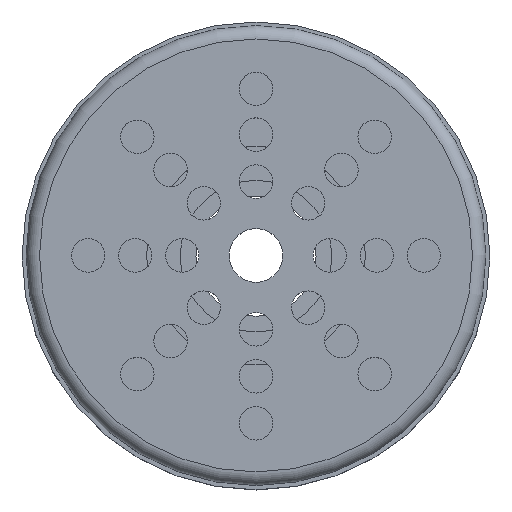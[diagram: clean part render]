
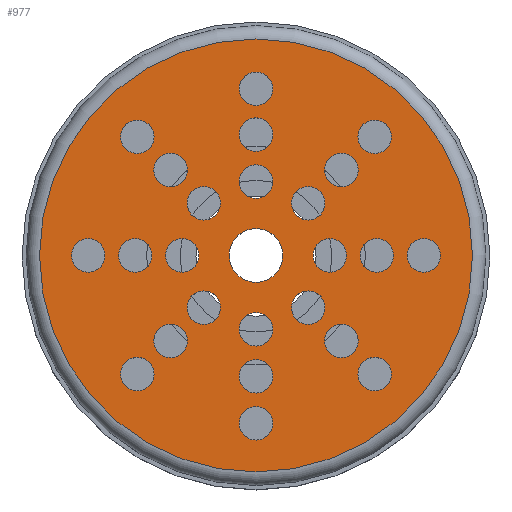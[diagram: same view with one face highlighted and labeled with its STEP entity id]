
A CAD part, top view. The second image highlights one B-rep face of the part: STEP entity #977.
In plain terms, the highlighted face is planar.
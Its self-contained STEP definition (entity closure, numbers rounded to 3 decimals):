
#162=CARTESIAN_POINT('',(-4.0,0.,0.0));
#163=VERTEX_POINT('',#162);
#164=CARTESIAN_POINT('',(0.0,0.0,0.0));
#165=DIRECTION('',(0.0,0.0,1.0));
#166=DIRECTION('',(1.0,0.0,0.0));
#167=AXIS2_PLACEMENT_3D('',#164,#165,#166);
#168=CIRCLE('',#167,4.0);
#169=EDGE_CURVE('',#163,#163,#168,.T.);
#190=CARTESIAN_POINT('',(15.178,17.678,0.0));
#191=VERTEX_POINT('',#190);
#192=CARTESIAN_POINT('',(17.678,17.678,0.0));
#193=DIRECTION('',(0.0,0.0,1.0));
#194=DIRECTION('',(1.0,0.0,0.0));
#195=AXIS2_PLACEMENT_3D('',#192,#193,#194);
#196=CIRCLE('',#195,2.5);
#197=EDGE_CURVE('',#191,#191,#196,.T.);
#218=CARTESIAN_POINT('',(10.228,12.728,0.0));
#219=VERTEX_POINT('',#218);
#220=CARTESIAN_POINT('',(12.728,12.728,0.0));
#221=DIRECTION('',(0.0,0.0,1.0));
#222=DIRECTION('',(1.0,0.0,0.0));
#223=AXIS2_PLACEMENT_3D('',#220,#221,#222);
#224=CIRCLE('',#223,2.5);
#225=EDGE_CURVE('',#219,#219,#224,.T.);
#246=CARTESIAN_POINT('',(5.278,7.778,0.0));
#247=VERTEX_POINT('',#246);
#248=CARTESIAN_POINT('',(7.778,7.778,0.0));
#249=DIRECTION('',(0.0,0.0,1.0));
#250=DIRECTION('',(1.0,0.0,0.0));
#251=AXIS2_PLACEMENT_3D('',#248,#249,#250);
#252=CIRCLE('',#251,2.5);
#253=EDGE_CURVE('',#247,#247,#252,.T.);
#274=CARTESIAN_POINT('',(22.5,0.,0.0));
#275=VERTEX_POINT('',#274);
#276=CARTESIAN_POINT('',(25.,0.0,0.0));
#277=DIRECTION('',(0.0,0.0,1.0));
#278=DIRECTION('',(1.0,0.0,0.0));
#279=AXIS2_PLACEMENT_3D('',#276,#277,#278);
#280=CIRCLE('',#279,2.5);
#281=EDGE_CURVE('',#275,#275,#280,.T.);
#302=CARTESIAN_POINT('',(15.5,0.,0.0));
#303=VERTEX_POINT('',#302);
#304=CARTESIAN_POINT('',(18.,0.0,0.0));
#305=DIRECTION('',(0.0,0.0,1.0));
#306=DIRECTION('',(1.0,0.0,0.0));
#307=AXIS2_PLACEMENT_3D('',#304,#305,#306);
#308=CIRCLE('',#307,2.5);
#309=EDGE_CURVE('',#303,#303,#308,.T.);
#330=CARTESIAN_POINT('',(8.5,0.,0.0));
#331=VERTEX_POINT('',#330);
#332=CARTESIAN_POINT('',(11.0,0.0,0.0));
#333=DIRECTION('',(0.0,0.0,1.0));
#334=DIRECTION('',(1.0,0.0,0.0));
#335=AXIS2_PLACEMENT_3D('',#332,#333,#334);
#336=CIRCLE('',#335,2.5);
#337=EDGE_CURVE('',#331,#331,#336,.T.);
#358=CARTESIAN_POINT('',(15.178,-17.678,0.0));
#359=VERTEX_POINT('',#358);
#360=CARTESIAN_POINT('',(17.678,-17.678,0.0));
#361=DIRECTION('',(0.0,0.0,1.0));
#362=DIRECTION('',(1.0,0.0,0.0));
#363=AXIS2_PLACEMENT_3D('',#360,#361,#362);
#364=CIRCLE('',#363,2.5);
#365=EDGE_CURVE('',#359,#359,#364,.T.);
#386=CARTESIAN_POINT('',(10.228,-12.728,0.0));
#387=VERTEX_POINT('',#386);
#388=CARTESIAN_POINT('',(12.728,-12.728,0.0));
#389=DIRECTION('',(0.0,0.0,1.0));
#390=DIRECTION('',(1.0,0.0,0.0));
#391=AXIS2_PLACEMENT_3D('',#388,#389,#390);
#392=CIRCLE('',#391,2.5);
#393=EDGE_CURVE('',#387,#387,#392,.T.);
#414=CARTESIAN_POINT('',(5.278,-7.778,0.0));
#415=VERTEX_POINT('',#414);
#416=CARTESIAN_POINT('',(7.778,-7.778,0.0));
#417=DIRECTION('',(0.0,0.0,1.0));
#418=DIRECTION('',(1.0,0.0,0.0));
#419=AXIS2_PLACEMENT_3D('',#416,#417,#418);
#420=CIRCLE('',#419,2.5);
#421=EDGE_CURVE('',#415,#415,#420,.T.);
#442=CARTESIAN_POINT('',(-2.5,-24.826,0.0));
#443=VERTEX_POINT('',#442);
#444=CARTESIAN_POINT('',(0.0,-24.826,0.0));
#445=DIRECTION('',(0.0,0.0,1.0));
#446=DIRECTION('',(1.0,0.0,0.0));
#447=AXIS2_PLACEMENT_3D('',#444,#445,#446);
#448=CIRCLE('',#447,2.5);
#449=EDGE_CURVE('',#443,#443,#448,.T.);
#470=CARTESIAN_POINT('',(-2.5,-18.,0.0));
#471=VERTEX_POINT('',#470);
#472=CARTESIAN_POINT('',(0.0,-18.,0.0));
#473=DIRECTION('',(0.0,0.0,1.0));
#474=DIRECTION('',(1.0,0.0,0.0));
#475=AXIS2_PLACEMENT_3D('',#472,#473,#474);
#476=CIRCLE('',#475,2.5);
#477=EDGE_CURVE('',#471,#471,#476,.T.);
#498=CARTESIAN_POINT('',(-2.5,-11.0,0.0));
#499=VERTEX_POINT('',#498);
#500=CARTESIAN_POINT('',(0.0,-11.0,0.0));
#501=DIRECTION('',(0.0,0.0,1.0));
#502=DIRECTION('',(1.0,0.0,0.0));
#503=AXIS2_PLACEMENT_3D('',#500,#501,#502);
#504=CIRCLE('',#503,2.5);
#505=EDGE_CURVE('',#499,#499,#504,.T.);
#526=CARTESIAN_POINT('',(-10.278,-7.778,0.0));
#527=VERTEX_POINT('',#526);
#528=CARTESIAN_POINT('',(-7.778,-7.778,0.0));
#529=DIRECTION('',(0.0,0.0,1.0));
#530=DIRECTION('',(1.0,0.0,0.0));
#531=AXIS2_PLACEMENT_3D('',#528,#529,#530);
#532=CIRCLE('',#531,2.5);
#533=EDGE_CURVE('',#527,#527,#532,.T.);
#554=CARTESIAN_POINT('',(-15.228,-12.728,0.0));
#555=VERTEX_POINT('',#554);
#556=CARTESIAN_POINT('',(-12.728,-12.728,0.0));
#557=DIRECTION('',(0.0,0.0,1.0));
#558=DIRECTION('',(1.0,0.0,0.0));
#559=AXIS2_PLACEMENT_3D('',#556,#557,#558);
#560=CIRCLE('',#559,2.5);
#561=EDGE_CURVE('',#555,#555,#560,.T.);
#582=CARTESIAN_POINT('',(-20.178,-17.678,0.0));
#583=VERTEX_POINT('',#582);
#584=CARTESIAN_POINT('',(-17.678,-17.678,0.0));
#585=DIRECTION('',(0.0,0.0,1.0));
#586=DIRECTION('',(1.0,0.0,0.0));
#587=AXIS2_PLACEMENT_3D('',#584,#585,#586);
#588=CIRCLE('',#587,2.5);
#589=EDGE_CURVE('',#583,#583,#588,.T.);
#610=CARTESIAN_POINT('',(-27.5,0.,0.0));
#611=VERTEX_POINT('',#610);
#612=CARTESIAN_POINT('',(-25.,0.0,0.0));
#613=DIRECTION('',(0.0,0.0,1.0));
#614=DIRECTION('',(1.0,0.0,0.0));
#615=AXIS2_PLACEMENT_3D('',#612,#613,#614);
#616=CIRCLE('',#615,2.5);
#617=EDGE_CURVE('',#611,#611,#616,.T.);
#638=CARTESIAN_POINT('',(-20.5,0.,0.0));
#639=VERTEX_POINT('',#638);
#640=CARTESIAN_POINT('',(-18.,0.0,0.0));
#641=DIRECTION('',(0.0,0.0,1.0));
#642=DIRECTION('',(1.0,0.0,0.0));
#643=AXIS2_PLACEMENT_3D('',#640,#641,#642);
#644=CIRCLE('',#643,2.5);
#645=EDGE_CURVE('',#639,#639,#644,.T.);
#666=CARTESIAN_POINT('',(-13.5,0.,0.0));
#667=VERTEX_POINT('',#666);
#668=CARTESIAN_POINT('',(-11.0,0.0,0.0));
#669=DIRECTION('',(0.0,0.0,1.0));
#670=DIRECTION('',(1.0,0.0,0.0));
#671=AXIS2_PLACEMENT_3D('',#668,#669,#670);
#672=CIRCLE('',#671,2.5);
#673=EDGE_CURVE('',#667,#667,#672,.T.);
#694=CARTESIAN_POINT('',(-15.228,12.728,0.0));
#695=VERTEX_POINT('',#694);
#696=CARTESIAN_POINT('',(-12.728,12.728,0.0));
#697=DIRECTION('',(0.0,0.0,1.0));
#698=DIRECTION('',(1.0,0.0,0.0));
#699=AXIS2_PLACEMENT_3D('',#696,#697,#698);
#700=CIRCLE('',#699,2.5);
#701=EDGE_CURVE('',#695,#695,#700,.T.);
#722=CARTESIAN_POINT('',(-10.278,7.778,0.0));
#723=VERTEX_POINT('',#722);
#724=CARTESIAN_POINT('',(-7.778,7.778,0.0));
#725=DIRECTION('',(0.0,0.0,1.0));
#726=DIRECTION('',(1.0,0.0,0.0));
#727=AXIS2_PLACEMENT_3D('',#724,#725,#726);
#728=CIRCLE('',#727,2.5);
#729=EDGE_CURVE('',#723,#723,#728,.T.);
#750=CARTESIAN_POINT('',(-20.178,17.678,0.0));
#751=VERTEX_POINT('',#750);
#752=CARTESIAN_POINT('',(-17.678,17.678,0.0));
#753=DIRECTION('',(0.0,0.0,1.0));
#754=DIRECTION('',(1.0,0.0,0.0));
#755=AXIS2_PLACEMENT_3D('',#752,#753,#754);
#756=CIRCLE('',#755,2.5);
#757=EDGE_CURVE('',#751,#751,#756,.T.);
#778=CARTESIAN_POINT('',(-2.5,11.0,0.0));
#779=VERTEX_POINT('',#778);
#780=CARTESIAN_POINT('',(0.0,11.0,0.0));
#781=DIRECTION('',(0.0,0.0,1.0));
#782=DIRECTION('',(1.0,0.0,0.0));
#783=AXIS2_PLACEMENT_3D('',#780,#781,#782);
#784=CIRCLE('',#783,2.5);
#785=EDGE_CURVE('',#779,#779,#784,.T.);
#806=CARTESIAN_POINT('',(-2.5,18.,0.0));
#807=VERTEX_POINT('',#806);
#808=CARTESIAN_POINT('',(0.0,18.,0.0));
#809=DIRECTION('',(0.0,0.0,1.0));
#810=DIRECTION('',(1.0,0.0,0.0));
#811=AXIS2_PLACEMENT_3D('',#808,#809,#810);
#812=CIRCLE('',#811,2.5);
#813=EDGE_CURVE('',#807,#807,#812,.T.);
#834=CARTESIAN_POINT('',(-2.5,25.,0.0));
#835=VERTEX_POINT('',#834);
#836=CARTESIAN_POINT('',(0.0,25.,0.0));
#837=DIRECTION('',(0.0,0.0,1.0));
#838=DIRECTION('',(1.0,0.0,0.0));
#839=AXIS2_PLACEMENT_3D('',#836,#837,#838);
#840=CIRCLE('',#839,2.5);
#841=EDGE_CURVE('',#835,#835,#840,.T.);
#862=CARTESIAN_POINT('',(32.25,0.,0.0));
#863=VERTEX_POINT('',#862);
#864=CARTESIAN_POINT('',(0.0,0.0,0.0));
#865=DIRECTION('',(0.0,0.0,1.0));
#866=DIRECTION('',(-1.0,0.0,0.0));
#867=AXIS2_PLACEMENT_3D('',#864,#865,#866);
#868=CIRCLE('',#867,32.25);
#869=EDGE_CURVE('',#863,#863,#868,.T.);
#894=CARTESIAN_POINT('',(0.0,0.0,0.0));
#895=DIRECTION('',(0.0,0.0,-1.0));
#896=DIRECTION('',(-1.0,0.0,0.0));
#897=AXIS2_PLACEMENT_3D('',#894,#895,#896);
#898=PLANE('',#897);
#899=ORIENTED_EDGE('',*,*,#869,.F.);
#900=EDGE_LOOP('',(#899));
#901=FACE_OUTER_BOUND('',#900,.T.);
#902=ORIENTED_EDGE('',*,*,#169,.T.);
#903=EDGE_LOOP('',(#902));
#904=FACE_BOUND('',#903,.T.);
#905=ORIENTED_EDGE('',*,*,#197,.T.);
#906=EDGE_LOOP('',(#905));
#907=FACE_BOUND('',#906,.T.);
#908=ORIENTED_EDGE('',*,*,#225,.T.);
#909=EDGE_LOOP('',(#908));
#910=FACE_BOUND('',#909,.T.);
#911=ORIENTED_EDGE('',*,*,#253,.T.);
#912=EDGE_LOOP('',(#911));
#913=FACE_BOUND('',#912,.T.);
#914=ORIENTED_EDGE('',*,*,#281,.T.);
#915=EDGE_LOOP('',(#914));
#916=FACE_BOUND('',#915,.T.);
#917=ORIENTED_EDGE('',*,*,#309,.T.);
#918=EDGE_LOOP('',(#917));
#919=FACE_BOUND('',#918,.T.);
#920=ORIENTED_EDGE('',*,*,#337,.T.);
#921=EDGE_LOOP('',(#920));
#922=FACE_BOUND('',#921,.T.);
#923=ORIENTED_EDGE('',*,*,#365,.T.);
#924=EDGE_LOOP('',(#923));
#925=FACE_BOUND('',#924,.T.);
#926=ORIENTED_EDGE('',*,*,#393,.T.);
#927=EDGE_LOOP('',(#926));
#928=FACE_BOUND('',#927,.T.);
#929=ORIENTED_EDGE('',*,*,#421,.T.);
#930=EDGE_LOOP('',(#929));
#931=FACE_BOUND('',#930,.T.);
#932=ORIENTED_EDGE('',*,*,#449,.T.);
#933=EDGE_LOOP('',(#932));
#934=FACE_BOUND('',#933,.T.);
#935=ORIENTED_EDGE('',*,*,#477,.T.);
#936=EDGE_LOOP('',(#935));
#937=FACE_BOUND('',#936,.T.);
#938=ORIENTED_EDGE('',*,*,#505,.T.);
#939=EDGE_LOOP('',(#938));
#940=FACE_BOUND('',#939,.T.);
#941=ORIENTED_EDGE('',*,*,#533,.T.);
#942=EDGE_LOOP('',(#941));
#943=FACE_BOUND('',#942,.T.);
#944=ORIENTED_EDGE('',*,*,#561,.T.);
#945=EDGE_LOOP('',(#944));
#946=FACE_BOUND('',#945,.T.);
#947=ORIENTED_EDGE('',*,*,#589,.T.);
#948=EDGE_LOOP('',(#947));
#949=FACE_BOUND('',#948,.T.);
#950=ORIENTED_EDGE('',*,*,#617,.T.);
#951=EDGE_LOOP('',(#950));
#952=FACE_BOUND('',#951,.T.);
#953=ORIENTED_EDGE('',*,*,#645,.T.);
#954=EDGE_LOOP('',(#953));
#955=FACE_BOUND('',#954,.T.);
#956=ORIENTED_EDGE('',*,*,#673,.T.);
#957=EDGE_LOOP('',(#956));
#958=FACE_BOUND('',#957,.T.);
#959=ORIENTED_EDGE('',*,*,#701,.T.);
#960=EDGE_LOOP('',(#959));
#961=FACE_BOUND('',#960,.T.);
#962=ORIENTED_EDGE('',*,*,#729,.T.);
#963=EDGE_LOOP('',(#962));
#964=FACE_BOUND('',#963,.T.);
#965=ORIENTED_EDGE('',*,*,#757,.T.);
#966=EDGE_LOOP('',(#965));
#967=FACE_BOUND('',#966,.T.);
#968=ORIENTED_EDGE('',*,*,#785,.T.);
#969=EDGE_LOOP('',(#968));
#970=FACE_BOUND('',#969,.T.);
#971=ORIENTED_EDGE('',*,*,#813,.T.);
#972=EDGE_LOOP('',(#971));
#973=FACE_BOUND('',#972,.T.);
#974=ORIENTED_EDGE('',*,*,#841,.T.);
#975=EDGE_LOOP('',(#974));
#976=FACE_BOUND('',#975,.T.);
#977=ADVANCED_FACE('',(#901,#904,#907,#910,#913,#916,#919,#922,#925,#928,#931,#934,#937,#940,#943,#946,#949,#952,#955,#958,#961,#964,#967,#970,#973,#976),#898,.T.);
